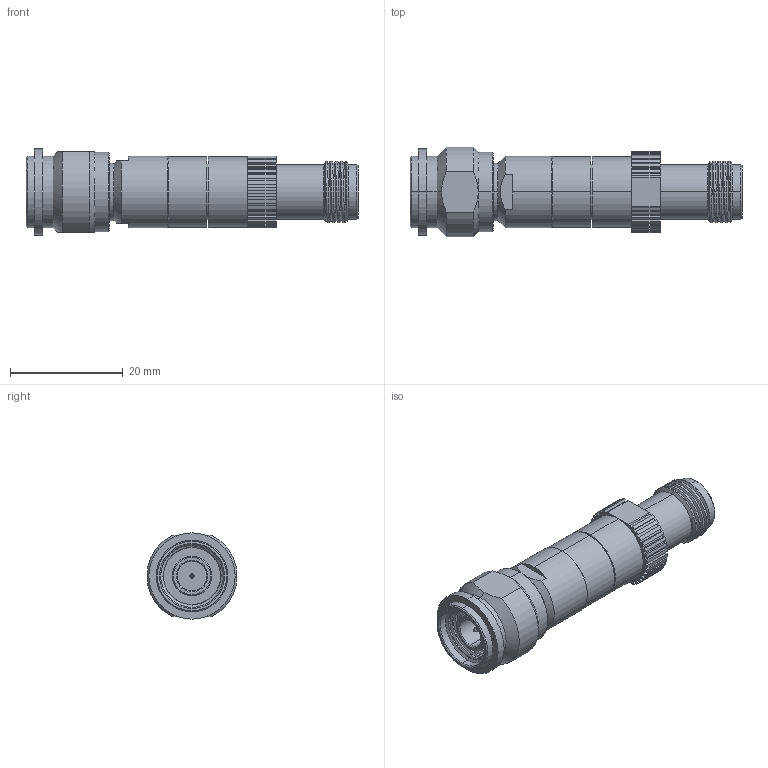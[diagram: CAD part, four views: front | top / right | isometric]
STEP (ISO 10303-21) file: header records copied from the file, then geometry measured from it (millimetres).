
FILE_DESCRIPTION (( 'STEP AP203' ), '1' );
FILE_NAME ('FMAT7449_3D.STEP', '2022-08-11T15:03:00', ( '' ), ( '' ), 'SwSTEP 2.0', 'SolidWorks 2021', '' );
FILE_SCHEMA (( 'CONFIG_CONTROL_DESIGN' ));
Length unit declared in the file: millimetre
Products named in the file (1): FMAT7449_3D
Bounding box: 58.9 x 15.94 x 15.3 mm (x, y, z)
Volume: 6100.8 mm3; surface area: 4637.7 mm2
Topology: 1 solids, 1 shells, 254 faces, 676 edges, 438 vertices
Faces by surface type: cylinder 123, plane 92, cone 33, bspline 4, sphere 2
Entity records: 9724 total; most frequent: CARTESIAN_POINT 3330, ORIENTED_EDGE 1352, DIRECTION 1332, EDGE_CURVE 676, AXIS2_PLACEMENT_3D 478, VERTEX_POINT 438, VECTOR 376, LINE 376
